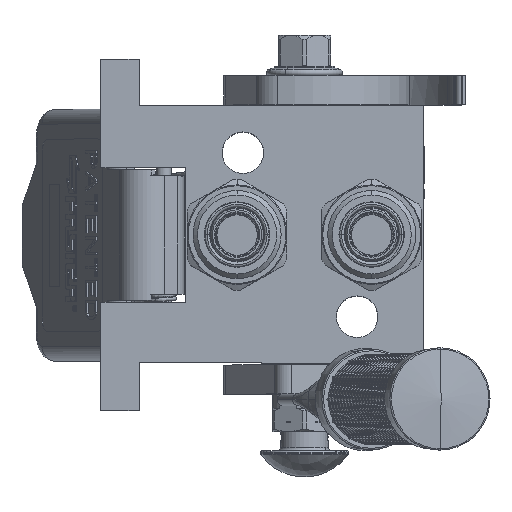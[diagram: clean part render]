
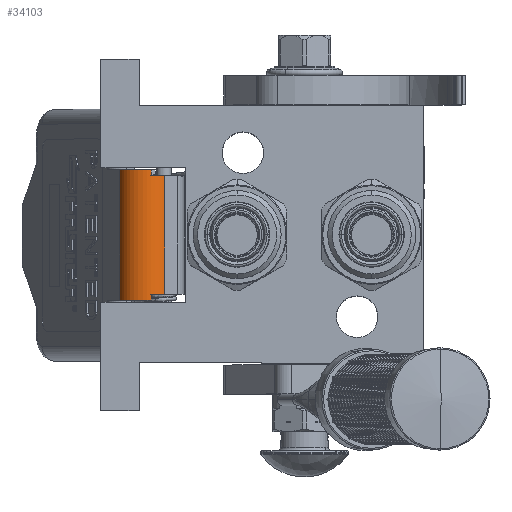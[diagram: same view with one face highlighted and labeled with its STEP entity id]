
A CAD part, top view. The second image highlights one B-rep face of the part: STEP entity #34103.
In plain terms, the highlighted cylindrical face has radius 9.5 mm (diameter 19 mm), a partial arc.
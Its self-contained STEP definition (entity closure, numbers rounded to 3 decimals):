
#2211 = VERTEX_POINT ( 'NONE', #115251 ) ;
#2260 = VECTOR ( 'NONE', #18968, 1000. ) ;
#8515 = CIRCLE ( 'NONE', #64724, 9.5 ) ;
#12873 = ORIENTED_EDGE ( 'NONE', *, *, #45825, .F. ) ;
#16915 = EDGE_CURVE ( 'NONE', #140165, #128587, #82990, .T. ) ;
#17001 = CARTESIAN_POINT ( 'NONE',  ( 20.25, 0., -56.881 ) ) ;
#17859 = CARTESIAN_POINT ( 'NONE',  ( -22.25, 8., -47.5 ) ) ;
#18968 = DIRECTION ( 'NONE',  ( 1., 0., 0. ) ) ;
#20806 = CARTESIAN_POINT ( 'NONE',  ( -22.25, 0., -56.881 ) ) ;
#29378 = VECTOR ( 'NONE', #163647, 1000. ) ;
#32942 = EDGE_CURVE ( 'NONE', #140165, #152094, #148615, .T. ) ;
#34103 = ADVANCED_FACE ( 'NONE', ( #49720 ), #106760, .T. ) ;
#38186 = CARTESIAN_POINT ( 'NONE',  ( 20.25, 0., -56.881 ) ) ;
#40157 = CARTESIAN_POINT ( 'NONE',  ( 20.25, -1.5, -47.5 ) ) ;
#41678 = CARTESIAN_POINT ( 'NONE',  ( -22.25, 0., -56.881 ) ) ;
#42532 = DIRECTION ( 'NONE',  ( 0., 0.158, -0.987 ) ) ;
#45825 = EDGE_CURVE ( 'NONE', #67502, #56285, #69469, .T. ) ;
#47474 = DIRECTION ( 'NONE',  ( 1., 0., 0. ) ) ;
#49720 = FACE_OUTER_BOUND ( 'NONE', #74141, .T. ) ;
#54417 = ORIENTED_EDGE ( 'NONE', *, *, #78762, .T. ) ;
#54686 = CIRCLE ( 'NONE', #70278, 9.5 ) ;
#56285 = VERTEX_POINT ( 'NONE', #166248 ) ;
#57789 = DIRECTION ( 'NONE',  ( -1., 0., 0. ) ) ;
#57856 = CARTESIAN_POINT ( 'NONE',  ( -20.25, -1.5, -47.5 ) ) ;
#58613 = ORIENTED_EDGE ( 'NONE', *, *, #64841, .T. ) ;
#61014 = CARTESIAN_POINT ( 'NONE',  ( 22.25, -1.5, -47.5 ) ) ;
#61282 = CARTESIAN_POINT ( 'NONE',  ( -20.25, 0., -56.881 ) ) ;
#64724 = AXIS2_PLACEMENT_3D ( 'NONE', #40157, #151492, #152091 ) ;
#64811 = AXIS2_PLACEMENT_3D ( 'NONE', #61014, #47474, #172980 ) ;
#64841 = EDGE_CURVE ( 'NONE', #2211, #128587, #54686, .T. ) ;
#67502 = VERTEX_POINT ( 'NONE', #171923 ) ;
#69469 = CIRCLE ( 'NONE', #64811, 9.5 ) ;
#70250 = LINE ( 'NONE', #102848, #2260 ) ;
#70278 = AXIS2_PLACEMENT_3D ( 'NONE', #57856, #70724, #155729 ) ;
#70724 = DIRECTION ( 'NONE',  ( 1., 0., 0. ) ) ;
#73739 = VERTEX_POINT ( 'NONE', #17001 ) ;
#74141 = EDGE_LOOP ( 'NONE', ( #82737, #58613, #180757, #167386, #54417, #12873, #175897, #152226 ) ) ;
#78762 = EDGE_CURVE ( 'NONE', #152094, #56285, #70250, .T. ) ;
#81499 = AXIS2_PLACEMENT_3D ( 'NONE', #167935, #57789, #144016 ) ;
#82737 = ORIENTED_EDGE ( 'NONE', *, *, #103759, .F. ) ;
#82990 = LINE ( 'NONE', #41678, #115911 ) ;
#87268 = VERTEX_POINT ( 'NONE', #126340 ) ;
#87998 = VECTOR ( 'NONE', #110710, 1000. ) ;
#102848 = CARTESIAN_POINT ( 'NONE',  ( -22.25, 8., -47.5 ) ) ;
#103759 = EDGE_CURVE ( 'NONE', #2211, #87268, #125270, .T. ) ;
#106760 = CYLINDRICAL_SURFACE ( 'NONE', #81499, 9.5 ) ;
#109468 = EDGE_CURVE ( 'NONE', #73739, #67502, #145393, .T. ) ;
#110710 = DIRECTION ( 'NONE',  ( 1., 0., 0. ) ) ;
#113660 = CARTESIAN_POINT ( 'NONE',  ( -22.25, -1.5, -47.5 ) ) ;
#115251 = CARTESIAN_POINT ( 'NONE',  ( -20.25, -5.154, -56.269 ) ) ;
#115911 = VECTOR ( 'NONE', #128014, 1000. ) ;
#123668 = AXIS2_PLACEMENT_3D ( 'NONE', #113660, #168021, #42532 ) ;
#125270 = LINE ( 'NONE', #155217, #87998 ) ;
#126340 = CARTESIAN_POINT ( 'NONE',  ( 20.25, -5.154, -56.269 ) ) ;
#128014 = DIRECTION ( 'NONE',  ( 1., 0., 0. ) ) ;
#128587 = VERTEX_POINT ( 'NONE', #61282 ) ;
#136732 = EDGE_CURVE ( 'NONE', #87268, #73739, #8515, .T. ) ;
#140165 = VERTEX_POINT ( 'NONE', #20806 ) ;
#144016 = DIRECTION ( 'NONE',  ( 0., -1., 0. ) ) ;
#145393 = LINE ( 'NONE', #38186, #29378 ) ;
#148615 = CIRCLE ( 'NONE', #123668, 9.5 ) ;
#151492 = DIRECTION ( 'NONE',  ( 1., 0., 0. ) ) ;
#152091 = DIRECTION ( 'NONE',  ( 0., -0.385, -0.923 ) ) ;
#152094 = VERTEX_POINT ( 'NONE', #17859 ) ;
#152226 = ORIENTED_EDGE ( 'NONE', *, *, #136732, .F. ) ;
#155217 = CARTESIAN_POINT ( 'NONE',  ( -20.25, -5.154, -56.269 ) ) ;
#155729 = DIRECTION ( 'NONE',  ( 0., -0.385, -0.923 ) ) ;
#163647 = DIRECTION ( 'NONE',  ( 1., 0., 0. ) ) ;
#166248 = CARTESIAN_POINT ( 'NONE',  ( 22.25, 8., -47.5 ) ) ;
#167386 = ORIENTED_EDGE ( 'NONE', *, *, #32942, .T. ) ;
#167935 = CARTESIAN_POINT ( 'NONE',  ( -22.25, -1.5, -47.5 ) ) ;
#168021 = DIRECTION ( 'NONE',  ( 1., 0., 0. ) ) ;
#171923 = CARTESIAN_POINT ( 'NONE',  ( 22.25, 0., -56.881 ) ) ;
#172980 = DIRECTION ( 'NONE',  ( 0., 0.158, -0.987 ) ) ;
#175897 = ORIENTED_EDGE ( 'NONE', *, *, #109468, .F. ) ;
#180757 = ORIENTED_EDGE ( 'NONE', *, *, #16915, .F. ) ;
